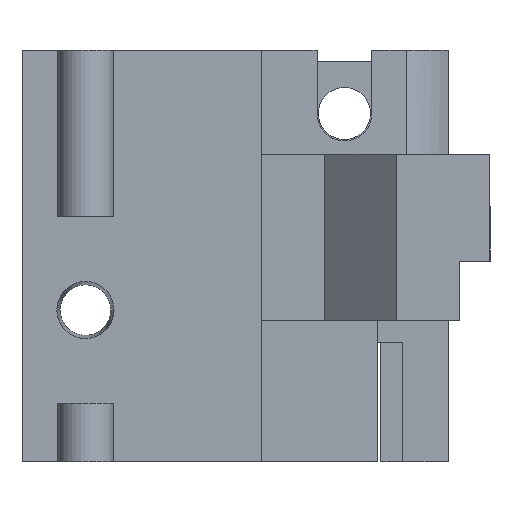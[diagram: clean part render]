
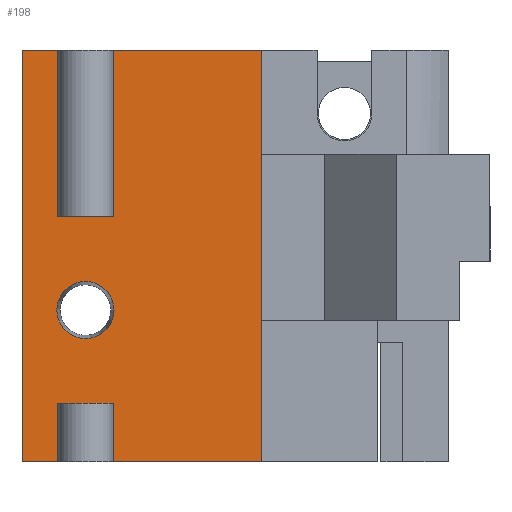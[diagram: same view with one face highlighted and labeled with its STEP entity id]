
A CAD part, front view. The second image highlights one B-rep face of the part: STEP entity #198.
In plain terms, the highlighted planar face has unit normal (0, -1, 0).
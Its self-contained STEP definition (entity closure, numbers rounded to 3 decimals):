
#107=FACE_BOUND('',#383,.T.);
#108=FACE_BOUND('',#384,.T.);
#134=CIRCLE('',#1487,1.375);
#198=ADVANCED_FACE('',(#107,#108),#256,.T.);
#256=PLANE('',#1488);
#383=EDGE_LOOP('',(#744));
#384=EDGE_LOOP('',(#745,#746,#747,#748,#749,#750,#751,#752,#753,#754,#755,
#756));
#744=ORIENTED_EDGE('',*,*,#1068,.T.);
#745=ORIENTED_EDGE('',*,*,#1067,.T.);
#746=ORIENTED_EDGE('',*,*,#886,.F.);
#747=ORIENTED_EDGE('',*,*,#1059,.T.);
#748=ORIENTED_EDGE('',*,*,#977,.T.);
#749=ORIENTED_EDGE('',*,*,#1014,.T.);
#750=ORIENTED_EDGE('',*,*,#895,.F.);
#751=ORIENTED_EDGE('',*,*,#902,.T.);
#752=ORIENTED_EDGE('',*,*,#904,.T.);
#753=ORIENTED_EDGE('',*,*,#1013,.T.);
#754=ORIENTED_EDGE('',*,*,#1016,.T.);
#755=ORIENTED_EDGE('',*,*,#1062,.T.);
#756=ORIENTED_EDGE('',*,*,#1064,.T.);
#759=VERTEX_POINT('',#1827);
#762=VERTEX_POINT('',#1832);
#770=VERTEX_POINT('',#1852);
#771=VERTEX_POINT('',#1854);
#775=VERTEX_POINT('',#1866);
#776=VERTEX_POINT('',#1870);
#831=VERTEX_POINT('',#2018);
#832=VERTEX_POINT('',#2020);
#853=VERTEX_POINT('',#2089);
#855=VERTEX_POINT('',#2095);
#879=VERTEX_POINT('',#2184);
#881=VERTEX_POINT('',#2189);
#882=VERTEX_POINT('',#2198);
#886=EDGE_CURVE('',#762,#759,#1072,.T.);
#895=EDGE_CURVE('',#770,#771,#1081,.T.);
#902=EDGE_CURVE('',#770,#775,#1086,.T.);
#904=EDGE_CURVE('',#775,#776,#1088,.T.);
#977=EDGE_CURVE('',#832,#831,#1152,.T.);
#1013=EDGE_CURVE('',#776,#853,#1186,.T.);
#1014=EDGE_CURVE('',#831,#771,#1187,.T.);
#1016=EDGE_CURVE('',#853,#855,#1189,.T.);
#1059=EDGE_CURVE('',#762,#832,#1231,.T.);
#1062=EDGE_CURVE('',#855,#879,#1233,.T.);
#1064=EDGE_CURVE('',#879,#881,#1235,.T.);
#1067=EDGE_CURVE('',#881,#759,#1237,.T.);
#1068=EDGE_CURVE('',#882,#882,#134,.T.);
#1072=LINE('',#1833,#1241);
#1081=LINE('',#1853,#1250);
#1086=LINE('',#1867,#1255);
#1088=LINE('',#1871,#1257);
#1152=LINE('',#2019,#1321);
#1186=LINE('',#2090,#1355);
#1187=LINE('',#2091,#1356);
#1189=LINE('',#2096,#1358);
#1231=LINE('',#2180,#1400);
#1233=LINE('',#2185,#1402);
#1235=LINE('',#2190,#1404);
#1237=LINE('',#2195,#1406);
#1241=VECTOR('',#1495,1.);
#1250=VECTOR('',#1510,1.);
#1255=VECTOR('',#1523,1.);
#1257=VECTOR('',#1527,1.);
#1321=VECTOR('',#1649,1.);
#1355=VECTOR('',#1713,1.);
#1356=VECTOR('',#1714,1.);
#1358=VECTOR('',#1718,1.);
#1400=VECTOR('',#1800,1.);
#1402=VECTOR('',#1804,1.);
#1404=VECTOR('',#1808,1.);
#1406=VECTOR('',#1816,1.);
#1487=AXIS2_PLACEMENT_3D('',#2197,#1819,#1820);
#1488=AXIS2_PLACEMENT_3D('',#2199,#1821,#1822);
#1495=DIRECTION('',(0.,0.,1.));
#1510=DIRECTION('',(0.,0.,1.));
#1523=DIRECTION('',(-1.,0.,0.));
#1527=DIRECTION('',(0.,0.,1.));
#1649=DIRECTION('',(0.,0.,1.));
#1713=DIRECTION('',(-1.,0.,0.));
#1714=DIRECTION('',(-1.,0.,0.));
#1718=DIRECTION('',(0.,0.,-1.));
#1800=DIRECTION('',(1.,0.,0.));
#1804=DIRECTION('',(1.,0.,0.));
#1808=DIRECTION('',(0.,0.,1.));
#1816=DIRECTION('',(1.,0.,0.));
#1819=DIRECTION('',(0.,1.,0.));
#1820=DIRECTION('',(1.,0.,0.));
#1821=DIRECTION('',(0.,-1.,0.));
#1822=DIRECTION('',(1.,0.,0.));
#1827=CARTESIAN_POINT('',(-15.475,4.95,2.81));
#1832=CARTESIAN_POINT('',(-15.475,4.95,0.));
#1833=CARTESIAN_POINT('',(-15.475,4.95,0.));
#1852=CARTESIAN_POINT('',(-15.475,4.95,11.81));
#1853=CARTESIAN_POINT('',(-15.475,4.95,11.81));
#1854=CARTESIAN_POINT('',(-15.475,4.95,19.8));
#1866=CARTESIAN_POINT('',(-18.125,4.95,11.81));
#1867=CARTESIAN_POINT('',(-15.475,4.95,11.81));
#1870=CARTESIAN_POINT('',(-18.125,4.95,19.8));
#1871=CARTESIAN_POINT('',(-18.125,4.95,11.81));
#2018=CARTESIAN_POINT('',(-8.35,4.95,19.8));
#2019=CARTESIAN_POINT('',(-8.35,4.95,0.));
#2020=CARTESIAN_POINT('',(-8.35,4.95,0.));
#2089=CARTESIAN_POINT('',(-19.85,4.95,19.8));
#2090=CARTESIAN_POINT('',(-18.125,4.95,19.8));
#2091=CARTESIAN_POINT('',(-8.35,4.95,19.8));
#2095=CARTESIAN_POINT('',(-19.85,4.95,0.));
#2096=CARTESIAN_POINT('',(-19.85,4.95,19.8));
#2180=CARTESIAN_POINT('',(-15.475,4.95,0.));
#2184=CARTESIAN_POINT('',(-18.125,4.95,0.));
#2185=CARTESIAN_POINT('',(-19.85,4.95,0.));
#2189=CARTESIAN_POINT('',(-18.125,4.95,2.81));
#2190=CARTESIAN_POINT('',(-18.125,4.95,0.));
#2195=CARTESIAN_POINT('',(-18.125,4.95,2.81));
#2197=CARTESIAN_POINT('',(-16.8,4.95,7.3));
#2198=CARTESIAN_POINT('',(-15.425,4.95,7.3));
#2199=CARTESIAN_POINT('',(-19.95,4.95,-0.1));
